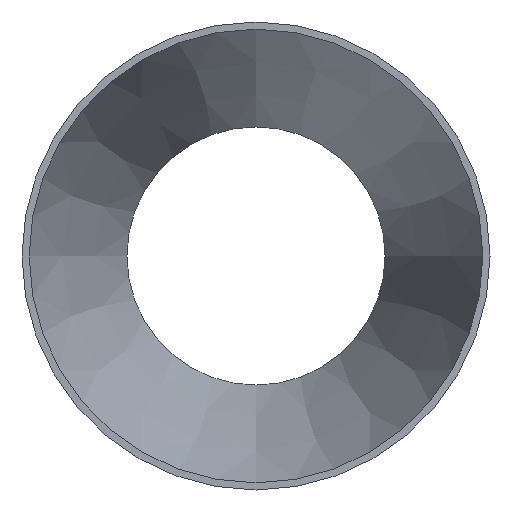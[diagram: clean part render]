
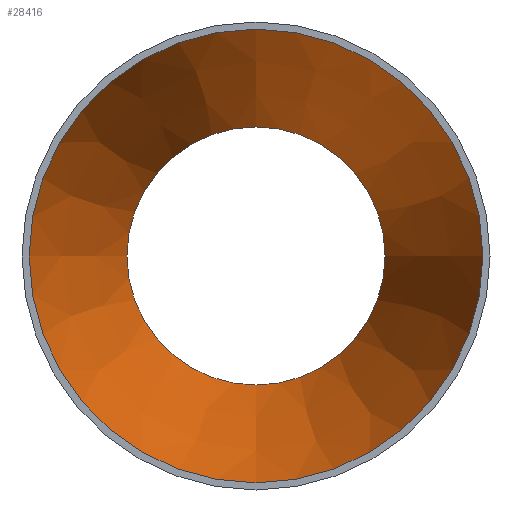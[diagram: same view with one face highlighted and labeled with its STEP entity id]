
A CAD part, front view. The second image highlights one B-rep face of the part: STEP entity #28416.
In plain terms, the highlighted conical face has half-angle 17.756 degrees and reference radius 132.3 mm.
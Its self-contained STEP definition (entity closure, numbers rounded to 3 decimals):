
#704 = DIRECTION ( 'NONE',  ( 0., -1., 0. ) ) ;
#1163 = AXIS2_PLACEMENT_3D ( 'NONE', #16108, #8246, #18505 ) ;
#3036 = EDGE_LOOP ( 'NONE', ( #20161 ) ) ;
#6009 = CARTESIAN_POINT ( 'NONE',  ( 0., 0., -132.3 ) ) ;
#7663 = AXIS2_PLACEMENT_3D ( 'NONE', #9060, #14219, #11480 ) ;
#8246 = DIRECTION ( 'NONE',  ( 0., -1., 0. ) ) ;
#9060 = CARTESIAN_POINT ( 'NONE',  ( 0., 178., 0. ) ) ;
#11480 = DIRECTION ( 'NONE',  ( 0., 0., -1. ) ) ;
#12031 = CIRCLE ( 'NONE', #24011, 132.3 ) ;
#14219 = DIRECTION ( 'NONE',  ( 0., -1., 0. ) ) ;
#16108 = CARTESIAN_POINT ( 'NONE',  ( 0., 0., 0. ) ) ;
#16593 = VERTEX_POINT ( 'NONE', #19657 ) ;
#18250 = ORIENTED_EDGE ( 'NONE', *, *, #33683, .F. ) ;
#18505 = DIRECTION ( 'NONE',  ( 0., 0., -1. ) ) ;
#19657 = CARTESIAN_POINT ( 'NONE',  ( 0., 178., -75.3 ) ) ;
#20161 = ORIENTED_EDGE ( 'NONE', *, *, #32298, .T. ) ;
#21062 = FACE_BOUND ( 'NONE', #30754, .T. ) ;
#24011 = AXIS2_PLACEMENT_3D ( 'NONE', #24734, #704, #30036 ) ;
#24106 = VERTEX_POINT ( 'NONE', #6009 ) ;
#24595 = CONICAL_SURFACE ( 'NONE', #1163, 132.3, 0.31 ) ;
#24734 = CARTESIAN_POINT ( 'NONE',  ( 0., 0., 0. ) ) ;
#28416 = ADVANCED_FACE ( 'NONE', ( #21062, #33542 ), #24595, .F. ) ;
#30036 = DIRECTION ( 'NONE',  ( 0., 0., -1. ) ) ;
#30754 = EDGE_LOOP ( 'NONE', ( #18250 ) ) ;
#32212 = CIRCLE ( 'NONE', #7663, 75.3 ) ;
#32298 = EDGE_CURVE ( 'NONE', #24106, #24106, #12031, .T. ) ;
#33542 = FACE_OUTER_BOUND ( 'NONE', #3036, .T. ) ;
#33683 = EDGE_CURVE ( 'NONE', #16593, #16593, #32212, .T. ) ;
